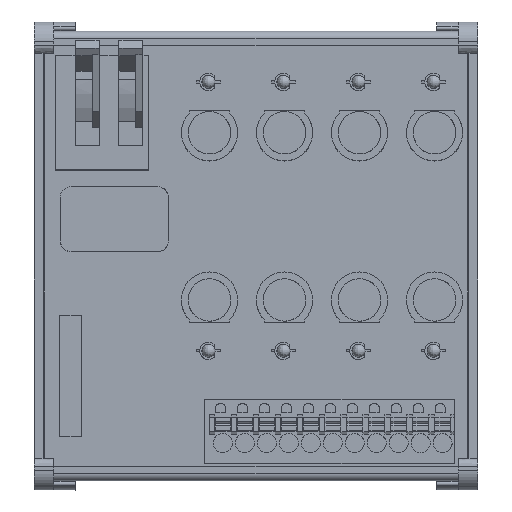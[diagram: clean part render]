
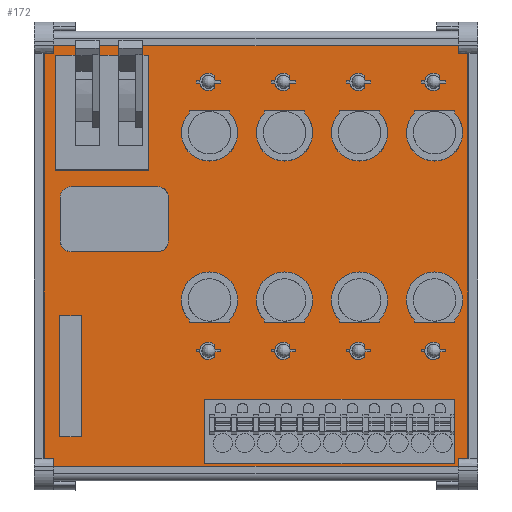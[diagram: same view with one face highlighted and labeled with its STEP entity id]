
A CAD part, top view. The second image highlights one B-rep face of the part: STEP entity #172.
In plain terms, the highlighted planar face has unit normal (0, 0, 1).
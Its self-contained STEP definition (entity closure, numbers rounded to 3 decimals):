
#34=AXIS2_PLACEMENT_3D('Plane Axis2P3D',#31,#32,#33) ;
#107=AXIS2_PLACEMENT_3D('Circle Axis2P3D',#105,#106,$) ;
#31=CARTESIAN_POINT('Axis2P3D Location',(2.25,4.1,40.069)) ;
#36=CARTESIAN_POINT('Line Origine',(51.25,104.1,40.069)) ;
#40=CARTESIAN_POINT('Vertex',(100.25,104.1,40.069)) ;
#42=CARTESIAN_POINT('Vertex',(2.25,104.1,40.069)) ;
#45=CARTESIAN_POINT('Line Origine',(2.25,54.1,40.069)) ;
#49=CARTESIAN_POINT('Vertex',(2.25,4.1,40.069)) ;
#52=CARTESIAN_POINT('Line Origine',(51.25,4.1,40.069)) ;
#56=CARTESIAN_POINT('Vertex',(100.25,4.1,40.069)) ;
#59=CARTESIAN_POINT('Line Origine',(100.25,54.1,40.069)) ;
#70=CARTESIAN_POINT('Line Origine',(18.5,55.1,40.069)) ;
#74=CARTESIAN_POINT('Vertex',(28.5,55.1,40.069)) ;
#76=CARTESIAN_POINT('Vertex',(8.5,55.1,40.069)) ;
#80=CARTESIAN_POINT('Control Point',(8.5,55.1,40.069)) ;
#81=CARTESIAN_POINT('Control Point',(8.268,55.1,40.069)) ;
#82=CARTESIAN_POINT('Control Point',(8.035,55.127,40.069)) ;
#83=CARTESIAN_POINT('Control Point',(7.807,55.181,40.069)) ;
#84=CARTESIAN_POINT('Control Point',(7.367,55.341,40.069)) ;
#85=CARTESIAN_POINT('Control Point',(6.976,55.598,40.069)) ;
#86=CARTESIAN_POINT('Control Point',(6.796,55.748,40.069)) ;
#87=CARTESIAN_POINT('Control Point',(6.475,56.088,40.069)) ;
#88=CARTESIAN_POINT('Control Point',(6.24,56.493,40.069)) ;
#89=CARTESIAN_POINT('Control Point',(6.147,56.708,40.069)) ;
#90=CARTESIAN_POINT('Control Point',(6.054,57.017,40.069)) ;
#91=CARTESIAN_POINT('Control Point',(6.012,57.335,40.069)) ;
#92=CARTESIAN_POINT('Control Point',(6.004,57.424,40.069)) ;
#93=CARTESIAN_POINT('Control Point',(6.,57.512,40.069)) ;
#94=CARTESIAN_POINT('Control Point',(6.,57.6,40.069)) ;
#95=CARTESIAN_POINT('Vertex',(6.,57.6,40.069)) ;
#98=CARTESIAN_POINT('Line Origine',(6.,62.6,40.069)) ;
#102=CARTESIAN_POINT('Vertex',(6.,67.6,40.069)) ;
#105=CARTESIAN_POINT('Axis2P3D Location',(8.5,67.6,40.069)) ;
#109=CARTESIAN_POINT('Vertex',(8.5,70.1,40.069)) ;
#112=CARTESIAN_POINT('Line Origine',(18.5,70.1,40.069)) ;
#116=CARTESIAN_POINT('Vertex',(28.5,70.1,40.069)) ;
#120=CARTESIAN_POINT('Control Point',(28.5,70.1,40.069)) ;
#121=CARTESIAN_POINT('Control Point',(28.732,70.1,40.069)) ;
#122=CARTESIAN_POINT('Control Point',(28.965,70.073,40.069)) ;
#123=CARTESIAN_POINT('Control Point',(29.193,70.019,40.069)) ;
#124=CARTESIAN_POINT('Control Point',(29.633,69.859,40.069)) ;
#125=CARTESIAN_POINT('Control Point',(30.024,69.602,40.069)) ;
#126=CARTESIAN_POINT('Control Point',(30.204,69.452,40.069)) ;
#127=CARTESIAN_POINT('Control Point',(30.525,69.112,40.069)) ;
#128=CARTESIAN_POINT('Control Point',(30.76,68.707,40.069)) ;
#129=CARTESIAN_POINT('Control Point',(30.853,68.492,40.069)) ;
#130=CARTESIAN_POINT('Control Point',(30.946,68.183,40.069)) ;
#131=CARTESIAN_POINT('Control Point',(30.988,67.865,40.069)) ;
#132=CARTESIAN_POINT('Control Point',(30.996,67.776,40.069)) ;
#133=CARTESIAN_POINT('Control Point',(31.,67.688,40.069)) ;
#134=CARTESIAN_POINT('Control Point',(31.,67.6,40.069)) ;
#135=CARTESIAN_POINT('Vertex',(31.,67.6,40.069)) ;
#138=CARTESIAN_POINT('Line Origine',(31.,62.6,40.069)) ;
#142=CARTESIAN_POINT('Vertex',(31.,57.6,40.069)) ;
#146=CARTESIAN_POINT('Control Point',(31.,57.6,40.069)) ;
#147=CARTESIAN_POINT('Control Point',(31.,57.368,40.069)) ;
#148=CARTESIAN_POINT('Control Point',(30.973,57.135,40.069)) ;
#149=CARTESIAN_POINT('Control Point',(30.919,56.907,40.069)) ;
#150=CARTESIAN_POINT('Control Point',(30.759,56.467,40.069)) ;
#151=CARTESIAN_POINT('Control Point',(30.502,56.076,40.069)) ;
#152=CARTESIAN_POINT('Control Point',(30.352,55.896,40.069)) ;
#153=CARTESIAN_POINT('Control Point',(30.012,55.575,40.069)) ;
#154=CARTESIAN_POINT('Control Point',(29.607,55.34,40.069)) ;
#155=CARTESIAN_POINT('Control Point',(29.392,55.247,40.069)) ;
#156=CARTESIAN_POINT('Control Point',(29.083,55.154,40.069)) ;
#157=CARTESIAN_POINT('Control Point',(28.765,55.112,40.069)) ;
#158=CARTESIAN_POINT('Control Point',(28.676,55.104,40.069)) ;
#159=CARTESIAN_POINT('Control Point',(28.588,55.1,40.069)) ;
#160=CARTESIAN_POINT('Control Point',(28.5,55.1,40.069)) ;
#32=DIRECTION('Axis2P3D Direction',(0.,0.,1.)) ;
#33=DIRECTION('Axis2P3D XDirection',(1.,0.,0.)) ;
#37=DIRECTION('Vector Direction',(-1.,0.,0.)) ;
#46=DIRECTION('Vector Direction',(0.,-1.,0.)) ;
#53=DIRECTION('Vector Direction',(1.,0.,0.)) ;
#60=DIRECTION('Vector Direction',(0.,1.,0.)) ;
#71=DIRECTION('Vector Direction',(-1.,0.,0.)) ;
#99=DIRECTION('Vector Direction',(0.,1.,0.)) ;
#106=DIRECTION('Axis2P3D Direction',(0.,0.,1.)) ;
#113=DIRECTION('Vector Direction',(1.,0.,0.)) ;
#139=DIRECTION('Vector Direction',(0.,-1.,0.)) ;
#38=VECTOR('Line Direction',#37,1.) ;
#47=VECTOR('Line Direction',#46,1.) ;
#54=VECTOR('Line Direction',#53,1.) ;
#61=VECTOR('Line Direction',#60,1.) ;
#72=VECTOR('Line Direction',#71,1.) ;
#100=VECTOR('Line Direction',#99,1.) ;
#114=VECTOR('Line Direction',#113,1.) ;
#140=VECTOR('Line Direction',#139,1.) ;
#65=ORIENTED_EDGE('',*,*,#44,.T.) ;
#66=ORIENTED_EDGE('',*,*,#51,.T.) ;
#67=ORIENTED_EDGE('',*,*,#58,.T.) ;
#68=ORIENTED_EDGE('',*,*,#63,.T.) ;
#163=ORIENTED_EDGE('',*,*,#78,.T.) ;
#164=ORIENTED_EDGE('',*,*,#97,.T.) ;
#165=ORIENTED_EDGE('',*,*,#104,.T.) ;
#166=ORIENTED_EDGE('',*,*,#111,.F.) ;
#167=ORIENTED_EDGE('',*,*,#118,.T.) ;
#168=ORIENTED_EDGE('',*,*,#137,.T.) ;
#169=ORIENTED_EDGE('',*,*,#144,.T.) ;
#170=ORIENTED_EDGE('',*,*,#161,.T.) ;
#171=FACE_BOUND('',#162,.T.) ;
#172=ADVANCED_FACE('2727510000_PCB_RES VERT 8P 24VDC Z UL V1-2-solid1',(#69,#171),#35,.T.) ;
#79=B_SPLINE_CURVE_WITH_KNOTS('',5,(#80,#81,#82,#83,#84,#85,#86,#87,#88,#89,#90,#91,#92,#93,#94),.UNSPECIFIED.,.F.,.U.,(6,3,3,3,6),(0.,1.643,3.286,4.929,5.553),.UNSPECIFIED.) ;
#119=B_SPLINE_CURVE_WITH_KNOTS('',5,(#120,#121,#122,#123,#124,#125,#126,#127,#128,#129,#130,#131,#132,#133,#134),.UNSPECIFIED.,.F.,.U.,(6,3,3,3,6),(0.,1.643,3.286,4.929,5.553),.UNSPECIFIED.) ;
#145=B_SPLINE_CURVE_WITH_KNOTS('',5,(#146,#147,#148,#149,#150,#151,#152,#153,#154,#155,#156,#157,#158,#159,#160),.UNSPECIFIED.,.F.,.U.,(6,3,3,3,6),(0.,1.643,3.286,4.929,5.553),.UNSPECIFIED.) ;
#108=CIRCLE('generated circle',#107,2.5) ;
#44=EDGE_CURVE('',#41,#43,#39,.T.) ;
#51=EDGE_CURVE('',#43,#50,#48,.T.) ;
#58=EDGE_CURVE('',#50,#57,#55,.T.) ;
#63=EDGE_CURVE('',#57,#41,#62,.T.) ;
#78=EDGE_CURVE('',#75,#77,#73,.T.) ;
#97=EDGE_CURVE('',#77,#96,#79,.T.) ;
#104=EDGE_CURVE('',#96,#103,#101,.T.) ;
#111=EDGE_CURVE('',#110,#103,#108,.T.) ;
#118=EDGE_CURVE('',#110,#117,#115,.T.) ;
#137=EDGE_CURVE('',#117,#136,#119,.T.) ;
#144=EDGE_CURVE('',#136,#143,#141,.T.) ;
#161=EDGE_CURVE('',#143,#75,#145,.T.) ;
#64=EDGE_LOOP('',(#65,#66,#67,#68)) ;
#162=EDGE_LOOP('',(#163,#164,#165,#166,#167,#168,#169,#170)) ;
#69=FACE_OUTER_BOUND('',#64,.T.) ;
#39=LINE('Line',#36,#38) ;
#48=LINE('Line',#45,#47) ;
#55=LINE('Line',#52,#54) ;
#62=LINE('Line',#59,#61) ;
#73=LINE('Line',#70,#72) ;
#101=LINE('Line',#98,#100) ;
#115=LINE('Line',#112,#114) ;
#141=LINE('Line',#138,#140) ;
#35=PLANE('',#34) ;
#41=VERTEX_POINT('',#40) ;
#43=VERTEX_POINT('',#42) ;
#50=VERTEX_POINT('',#49) ;
#57=VERTEX_POINT('',#56) ;
#75=VERTEX_POINT('',#74) ;
#77=VERTEX_POINT('',#76) ;
#96=VERTEX_POINT('',#95) ;
#103=VERTEX_POINT('',#102) ;
#110=VERTEX_POINT('',#109) ;
#117=VERTEX_POINT('',#116) ;
#136=VERTEX_POINT('',#135) ;
#143=VERTEX_POINT('',#142) ;
